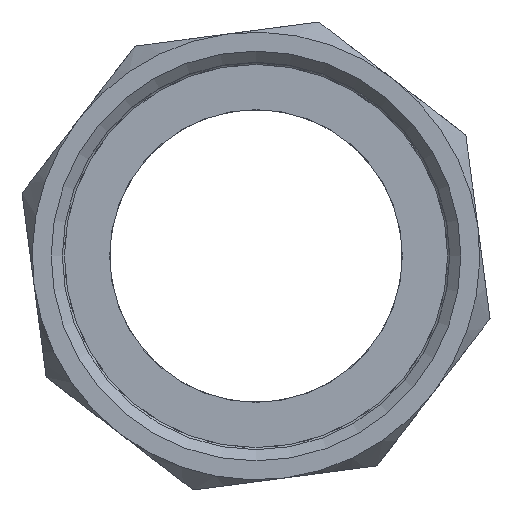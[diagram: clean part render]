
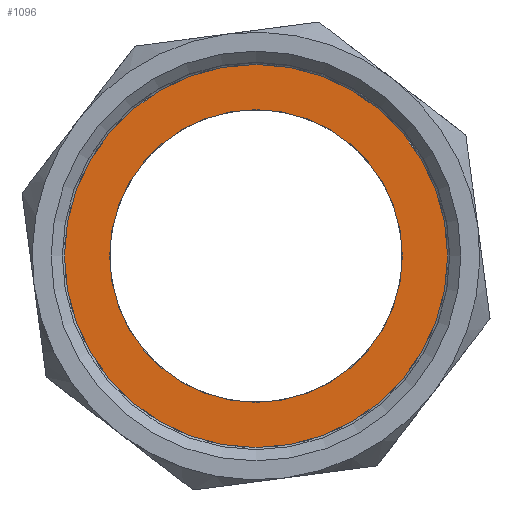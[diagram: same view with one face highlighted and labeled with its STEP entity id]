
A CAD part, left-side view. The second image highlights one B-rep face of the part: STEP entity #1096.
In plain terms, the highlighted planar face has unit normal (-1, 0, 0).
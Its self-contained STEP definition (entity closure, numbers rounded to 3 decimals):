
#49=FACE_BOUND('',#266,.T.);
#56=PLANE('',#1223);
#197=FACE_OUTER_BOUND('',#265,.T.);
#265=EDGE_LOOP('',(#805,#806));
#266=EDGE_LOOP('',(#807,#808));
#365=CIRCLE('',#1224,22.25);
#366=CIRCLE('',#1225,22.25);
#367=CIRCLE('',#1226,17.);
#368=CIRCLE('',#1227,17.);
#468=VERTEX_POINT('',#1826);
#469=VERTEX_POINT('',#1827);
#470=VERTEX_POINT('',#1830);
#471=VERTEX_POINT('',#1831);
#595=EDGE_CURVE('',#468,#469,#365,.T.);
#596=EDGE_CURVE('',#469,#468,#366,.T.);
#597=EDGE_CURVE('',#470,#471,#367,.T.);
#598=EDGE_CURVE('',#471,#470,#368,.T.);
#805=ORIENTED_EDGE('',*,*,#595,.F.);
#806=ORIENTED_EDGE('',*,*,#596,.F.);
#807=ORIENTED_EDGE('',*,*,#597,.T.);
#808=ORIENTED_EDGE('',*,*,#598,.T.);
#1096=ADVANCED_FACE('',(#197,#49),#56,.T.);
#1223=AXIS2_PLACEMENT_3D('',#1825,#1457,#1458);
#1224=AXIS2_PLACEMENT_3D('',#1828,#1459,#1460);
#1225=AXIS2_PLACEMENT_3D('',#1829,#1461,#1462);
#1226=AXIS2_PLACEMENT_3D('',#1832,#1463,#1464);
#1227=AXIS2_PLACEMENT_3D('',#1833,#1465,#1466);
#1457=DIRECTION('center_axis',(-1.,0.,0.));
#1458=DIRECTION('ref_axis',(0.,0.,
1.));
#1459=DIRECTION('center_axis',(1.,0.,0.));
#1460=DIRECTION('ref_axis',(0.,0.,
-1.));
#1461=DIRECTION('center_axis',(1.,0.,0.));
#1462=DIRECTION('ref_axis',(0.,0.,
-1.));
#1463=DIRECTION('center_axis',(1.,0.,0.));
#1464=DIRECTION('ref_axis',(0.,0.,
-1.));
#1465=DIRECTION('center_axis',(1.,0.,0.));
#1466=DIRECTION('ref_axis',(0.,0.,
-1.));
#1825=CARTESIAN_POINT('Origin',(-52.8,0.,
-19.625));
#1826=CARTESIAN_POINT('',(-52.8,0.,-22.25));
#1827=CARTESIAN_POINT('',(-52.8,0.,22.25));
#1828=CARTESIAN_POINT('Origin',(-52.8,0.,
0.));
#1829=CARTESIAN_POINT('Origin',(-52.8,0.,
0.));
#1830=CARTESIAN_POINT('',(-52.8,0.,-17.));
#1831=CARTESIAN_POINT('',(-52.8,0.,17.));
#1832=CARTESIAN_POINT('Origin',(-52.8,0.,
0.));
#1833=CARTESIAN_POINT('Origin',(-52.8,0.,
0.));
